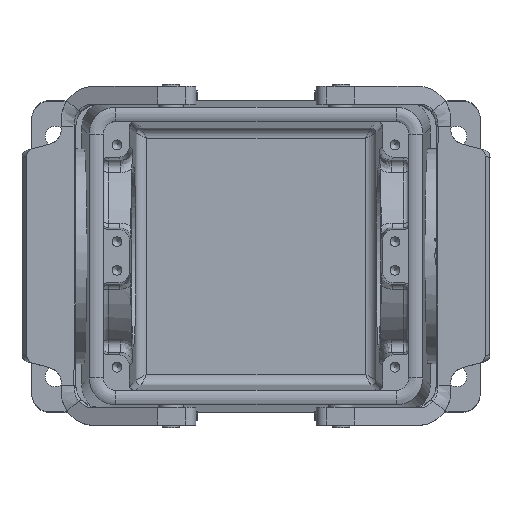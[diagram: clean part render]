
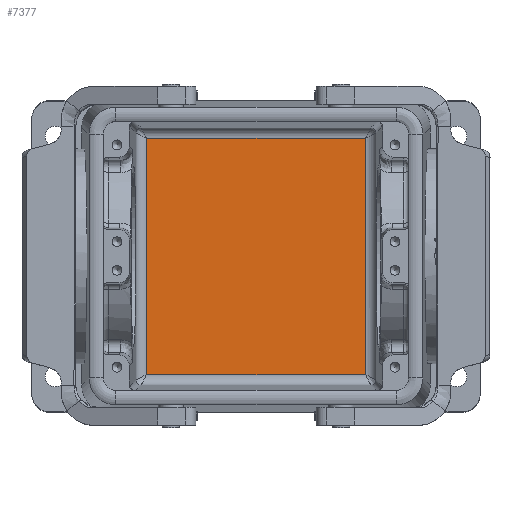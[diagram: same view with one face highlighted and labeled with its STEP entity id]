
A CAD part, top view. The second image highlights one B-rep face of the part: STEP entity #7377.
In plain terms, the highlighted planar face has unit normal (0, 0, 1).
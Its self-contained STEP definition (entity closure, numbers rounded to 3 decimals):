
#7338=CARTESIAN_POINT('',(0.0,0.0,-72.55));
#7339=DIRECTION('',(0.0,0.0,1.0));
#7340=DIRECTION('',(1.0,0.0,0.0));
#7341=AXIS2_PLACEMENT_3D('',#7338,#7339,#7340);
#7342=PLANE('',#7341);
#7343=CARTESIAN_POINT('',(30.528,32.946,-72.55));
#7344=VERTEX_POINT('',#7343);
#7345=CARTESIAN_POINT('',(-30.528,32.946,-72.55));
#7346=VERTEX_POINT('',#7345);
#7347=CARTESIAN_POINT('',(30.528,32.946,-72.55));
#7348=DIRECTION('',(-1.0,0.0,0.0));
#7349=VECTOR('',#7348,61.055);
#7350=LINE('',#7347,#7349);
#7351=EDGE_CURVE('',#7344,#7346,#7350,.T.);
#7352=ORIENTED_EDGE('',*,*,#7351,.T.);
#7353=CARTESIAN_POINT('',(-30.528,-32.946,-72.55));
#7354=VERTEX_POINT('',#7353);
#7355=CARTESIAN_POINT('',(-30.528,32.946,-72.55));
#7356=DIRECTION('',(0.0,-1.0,0.0));
#7357=VECTOR('',#7356,65.892);
#7358=LINE('',#7355,#7357);
#7359=EDGE_CURVE('',#7346,#7354,#7358,.T.);
#7360=ORIENTED_EDGE('',*,*,#7359,.T.);
#7361=CARTESIAN_POINT('',(30.528,-32.946,-72.55));
#7362=VERTEX_POINT('',#7361);
#7363=CARTESIAN_POINT('',(-30.528,-32.946,-72.55));
#7364=DIRECTION('',(1.0,0.0,0.0));
#7365=VECTOR('',#7364,61.055);
#7366=LINE('',#7363,#7365);
#7367=EDGE_CURVE('',#7354,#7362,#7366,.T.);
#7368=ORIENTED_EDGE('',*,*,#7367,.T.);
#7369=CARTESIAN_POINT('',(30.528,-32.946,-72.55));
#7370=DIRECTION('',(0.0,1.0,0.0));
#7371=VECTOR('',#7370,65.892);
#7372=LINE('',#7369,#7371);
#7373=EDGE_CURVE('',#7362,#7344,#7372,.T.);
#7374=ORIENTED_EDGE('',*,*,#7373,.T.);
#7375=EDGE_LOOP('',(#7352,#7360,#7368,#7374));
#7376=FACE_OUTER_BOUND('',#7375,.T.);
#7377=ADVANCED_FACE('',(#7376),#7342,.T.);
